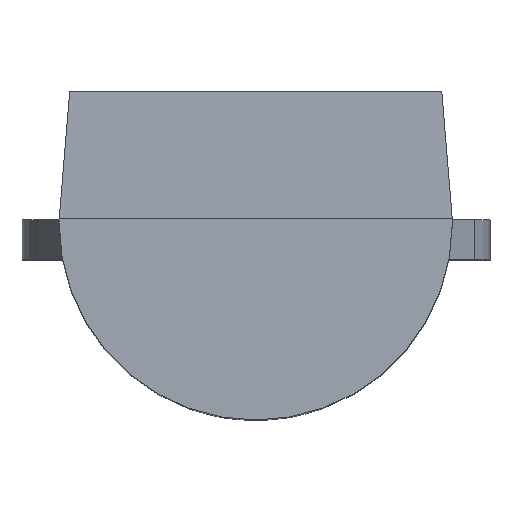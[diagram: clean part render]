
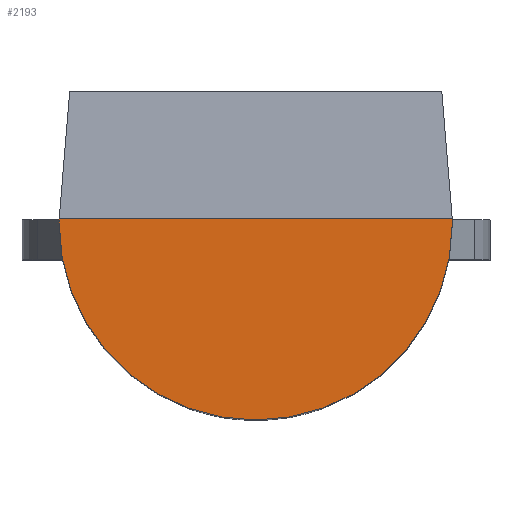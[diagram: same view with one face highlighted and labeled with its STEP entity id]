
A CAD part, top view. The second image highlights one B-rep face of the part: STEP entity #2193.
In plain terms, the highlighted planar face has unit normal (0, 0, 1).
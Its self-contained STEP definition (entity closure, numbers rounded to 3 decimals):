
#69 = CARTESIAN_POINT ( 'NONE',  ( -0.001, -0.059, 4.7 ) ) ;
#318 = LINE ( 'NONE', #543, #2886 ) ;
#353 = CIRCLE ( 'NONE', #1445, 2.351 ) ;
#389 = AXIS2_PLACEMENT_3D ( 'NONE', #464, #2564, #1601 ) ;
#464 = CARTESIAN_POINT ( 'NONE',  ( 2.35, -0.059, 4.7 ) ) ;
#487 = CARTESIAN_POINT ( 'NONE',  ( 2.35, -0.059, 4.7 ) ) ;
#496 = VERTEX_POINT ( 'NONE', #1118 ) ;
#543 = CARTESIAN_POINT ( 'NONE',  ( 2.35, 0., 4.7 ) ) ;
#855 = DIRECTION ( 'NONE',  ( -1., 0., 0. ) ) ;
#1021 = EDGE_CURVE ( 'NONE', #496, #1983, #318, .T. ) ;
#1118 = CARTESIAN_POINT ( 'NONE',  ( 4.7, 0., 4.7 ) ) ;
#1149 = PLANE ( 'NONE',  #389 ) ;
#1324 = CARTESIAN_POINT ( 'NONE',  ( 2.35, -0.059, 4.7 ) ) ;
#1417 = EDGE_CURVE ( 'NONE', #2578, #1720, #2336, .T. ) ;
#1445 = AXIS2_PLACEMENT_3D ( 'NONE', #1324, #2275, #855 ) ;
#1534 = EDGE_LOOP ( 'NONE', ( #2334, #1751, #2938, #2331 ) ) ;
#1565 = DIRECTION ( 'NONE',  ( -1., 0., 0. ) ) ;
#1570 = DIRECTION ( 'NONE',  ( -1., 0., 0. ) ) ;
#1601 = DIRECTION ( 'NONE',  ( 1., 0., 0. ) ) ;
#1637 = EDGE_CURVE ( 'NONE', #496, #2578, #1759, .T. ) ;
#1720 = VERTEX_POINT ( 'NONE', #69 ) ;
#1751 = ORIENTED_EDGE ( 'NONE', *, *, #1021, .T. ) ;
#1759 = CIRCLE ( 'NONE', #2901, 2.351 ) ;
#1983 = VERTEX_POINT ( 'NONE', #2537 ) ;
#2193 = ADVANCED_FACE ( 'NONE', ( #2568 ), #1149, .T. ) ;
#2275 = DIRECTION ( 'NONE',  ( 0., 0., -1. ) ) ;
#2280 = CARTESIAN_POINT ( 'NONE',  ( 2.35, -0.059, 4.7 ) ) ;
#2331 = ORIENTED_EDGE ( 'NONE', *, *, #1417, .F. ) ;
#2334 = ORIENTED_EDGE ( 'NONE', *, *, #1637, .F. ) ;
#2336 = CIRCLE ( 'NONE', #2761, 2.351 ) ;
#2537 = CARTESIAN_POINT ( 'NONE',  ( 0., 0., 4.7 ) ) ;
#2564 = DIRECTION ( 'NONE',  ( 0., 0., 1. ) ) ;
#2568 = FACE_OUTER_BOUND ( 'NONE', #1534, .T. ) ;
#2572 = DIRECTION ( 'NONE',  ( 0., 0., -1. ) ) ;
#2578 = VERTEX_POINT ( 'NONE', #2685 ) ;
#2631 = EDGE_CURVE ( 'NONE', #1720, #1983, #353, .T. ) ;
#2685 = CARTESIAN_POINT ( 'NONE',  ( 4.701, -0.059, 4.7 ) ) ;
#2749 = DIRECTION ( 'NONE',  ( 0., 0., -1. ) ) ;
#2761 = AXIS2_PLACEMENT_3D ( 'NONE', #2280, #2749, #1565 ) ;
#2842 = DIRECTION ( 'NONE',  ( -1., 0., 0. ) ) ;
#2886 = VECTOR ( 'NONE', #2842, 1000. ) ;
#2901 = AXIS2_PLACEMENT_3D ( 'NONE', #487, #2572, #1570 ) ;
#2938 = ORIENTED_EDGE ( 'NONE', *, *, #2631, .F. ) ;
